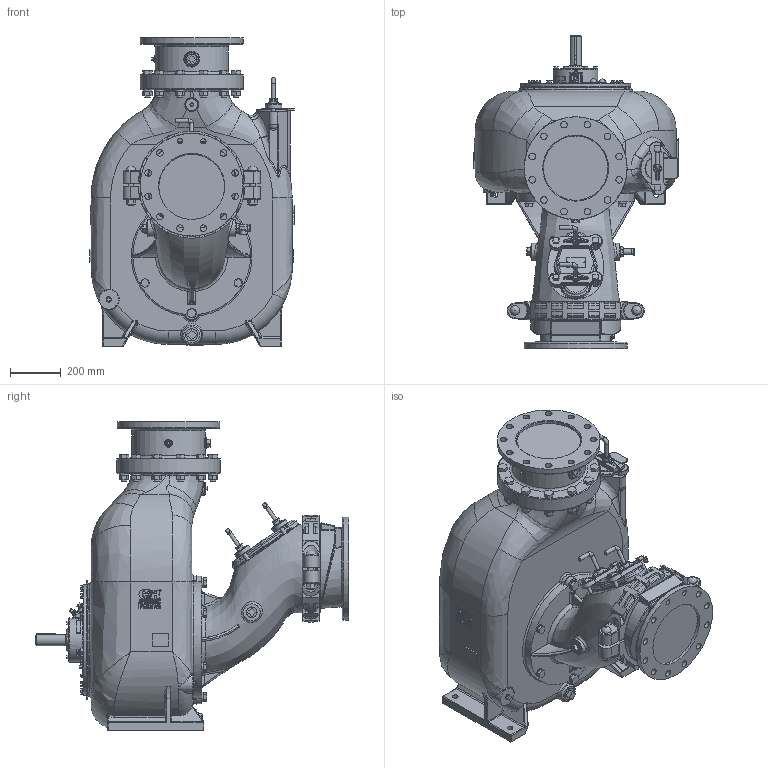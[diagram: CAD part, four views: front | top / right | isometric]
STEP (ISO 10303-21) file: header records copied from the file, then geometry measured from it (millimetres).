
FILE_DESCRIPTION(/* description */ ('Unknown'),/* implementation_level */ '2;1');
FILE_NAME(/* name */ '17263',/* time_stamp */ '2018-10-19T14:59:32-04:00',/* author */ ('Unknown'),/* organization */ ('Unknown'),/* preprocessor_version */ 'ST-DEVELOPER v16.7',/* originating_system */ 'DEX',/* authorisation */ $);
FILE_SCHEMA (('AUTOMOTIVE_DESIGN {1 0 10303 214 3 1 1}'));
Products named in the file (1): 17263
Bounding box: 807.34 x 1235.96 x 1215.64 mm (x, y, z)
Volume: 41430.8 mm3; surface area: 4731882.3 mm2
Topology: 16 solids, 17 shells, 3953 faces, 9791 edges, 6020 vertices
Faces by surface type: plane 1969, cylinder 894, torus 462, bspline 459, sphere 95, cone 74
Full cylindrical faces by diameter (mm): 2.845 x2, 3.175 x3, 8.738 x1, 12.7 x13, 13.208 x6, 15.875 x12, 17.348 x6, 21 x2, 22.174 x12, 22.225 x34, 22.758 x14, 23.368 x1, 25.4 x1, 25.908 x22, 31.75 x2, 32.283 x4, 37.186 x14, 44.425 x1, 47.6 x1, 50.8 x1, 66.548 x2, 76.2 x1, 133.35 x1, 174.752 x1, 254 x1, 289.052 x1, 315.976 x1, 319.024 x1, 348.996 x1, 404.876 x2
Entity records: 159271 total; most frequent: CARTESIAN_POINT 40694, DIRECTION 18988, ORIENTED_EDGE 18568, EDGE_CURVE 9284, AXIS2_PLACEMENT_3D 6997, VERTEX_POINT 5860, LINE 4994, VECTOR 4994
